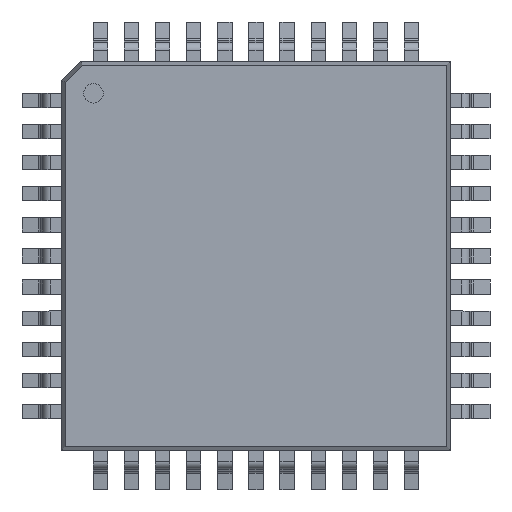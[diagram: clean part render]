
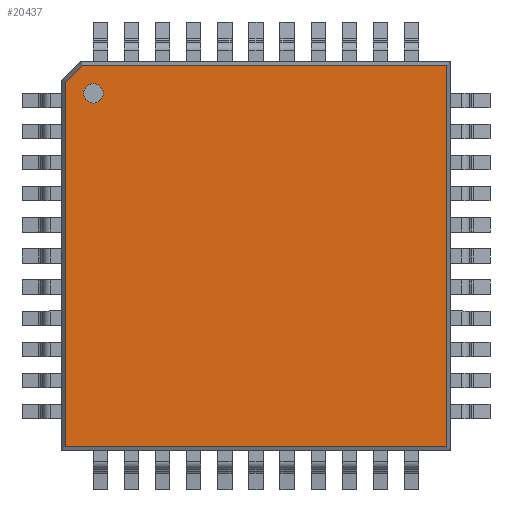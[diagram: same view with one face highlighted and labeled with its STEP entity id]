
A CAD part, top view. The second image highlights one B-rep face of the part: STEP entity #20437.
In plain terms, the highlighted planar face has unit normal (0, 0, 1).
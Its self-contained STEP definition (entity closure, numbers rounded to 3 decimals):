
#20116=CARTESIAN_POINT('',(-3.929,4.179,1.2));
#20117=VERTEX_POINT('',#20116);
#20126=CARTESIAN_POINT('',(-4.429,4.179,1.2));
#20127=VERTEX_POINT('',#20126);
#20128=CARTESIAN_POINT('',(-4.179,4.179,1.2));
#20129=DIRECTION('',(0.0,0.0,-1.0));
#20130=DIRECTION('',(1.0,0.0,0.0));
#20131=AXIS2_PLACEMENT_3D('',#20128,#20129,#20130);
#20132=CIRCLE('',#20131,0.25);
#20133=EDGE_CURVE('',#20127,#20117,#20132,.T.);
#20167=CARTESIAN_POINT('',(-4.179,4.179,1.2));
#20168=DIRECTION('',(0.0,0.0,-1.0));
#20169=DIRECTION('',(1.0,0.0,0.0));
#20170=AXIS2_PLACEMENT_3D('',#20167,#20168,#20169);
#20171=CIRCLE('',#20170,0.25);
#20172=EDGE_CURVE('',#20117,#20127,#20171,.T.);
#20202=CARTESIAN_POINT('',(4.9,-4.9,1.2));
#20203=VERTEX_POINT('',#20202);
#20210=CARTESIAN_POINT('',(-4.9,-4.9,1.2));
#20211=VERTEX_POINT('',#20210);
#20212=CARTESIAN_POINT('',(4.9,-4.9,1.2));
#20213=DIRECTION('',(-1.0,0.0,0.0));
#20214=VECTOR('',#20213,9.8);
#20215=LINE('',#20212,#20214);
#20216=EDGE_CURVE('',#20203,#20211,#20215,.T.);
#20241=CARTESIAN_POINT('',(-4.9,4.459,1.2));
#20242=VERTEX_POINT('',#20241);
#20243=CARTESIAN_POINT('',(-4.9,-4.9,1.2));
#20244=DIRECTION('',(0.0,1.0,0.0));
#20245=VECTOR('',#20244,9.359);
#20246=LINE('',#20243,#20245);
#20247=EDGE_CURVE('',#20211,#20242,#20246,.T.);
#20263=CARTESIAN_POINT('',(-4.459,4.9,1.2));
#20264=VERTEX_POINT('',#20263);
#20265=CARTESIAN_POINT('',(-4.9,4.459,1.2));
#20266=DIRECTION('',(0.707,0.707,0.0));
#20267=VECTOR('',#20266,0.624);
#20268=LINE('',#20265,#20267);
#20269=EDGE_CURVE('',#20242,#20264,#20268,.T.);
#20303=CARTESIAN_POINT('',(4.9,4.9,1.2));
#20304=VERTEX_POINT('',#20303);
#20305=CARTESIAN_POINT('',(-4.459,4.9,1.2));
#20306=DIRECTION('',(1.0,0.0,0.0));
#20307=VECTOR('',#20306,9.359);
#20308=LINE('',#20305,#20307);
#20309=EDGE_CURVE('',#20264,#20304,#20308,.T.);
#20332=CARTESIAN_POINT('',(4.9,4.9,1.2));
#20333=DIRECTION('',(0.0,-1.0,0.0));
#20334=VECTOR('',#20333,9.8);
#20335=LINE('',#20332,#20334);
#20336=EDGE_CURVE('',#20304,#20203,#20335,.T.);
#20421=CARTESIAN_POINT('',(0.0,0.,1.2));
#20422=DIRECTION('',(0.0,0.0,1.0));
#20423=DIRECTION('',(0.0,-1.0,0.0));
#20424=AXIS2_PLACEMENT_3D('',#20421,#20422,#20423);
#20425=PLANE('',#20424);
#20426=ORIENTED_EDGE('',*,*,#20216,.F.);
#20427=ORIENTED_EDGE('',*,*,#20336,.F.);
#20428=ORIENTED_EDGE('',*,*,#20309,.F.);
#20429=ORIENTED_EDGE('',*,*,#20269,.F.);
#20430=ORIENTED_EDGE('',*,*,#20247,.F.);
#20431=EDGE_LOOP('',(#20426,#20427,#20428,#20429,#20430));
#20432=FACE_OUTER_BOUND('',#20431,.T.);
#20433=ORIENTED_EDGE('',*,*,#20172,.T.);
#20434=ORIENTED_EDGE('',*,*,#20133,.T.);
#20435=EDGE_LOOP('',(#20433,#20434));
#20436=FACE_BOUND('',#20435,.T.);
#20437=ADVANCED_FACE('',(#20432,#20436),#20425,.T.);
